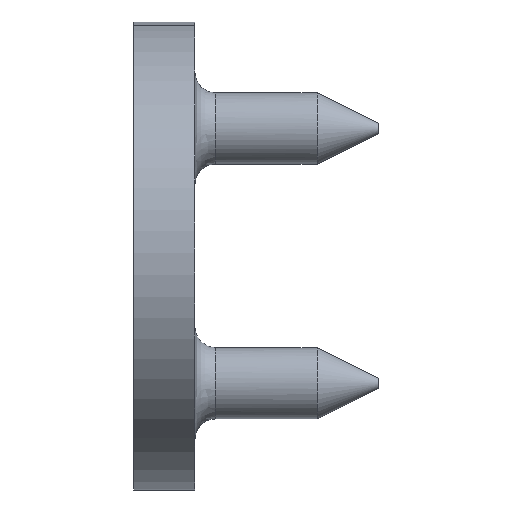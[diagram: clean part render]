
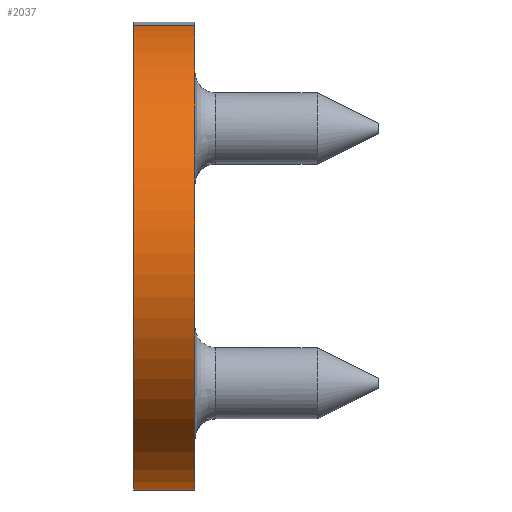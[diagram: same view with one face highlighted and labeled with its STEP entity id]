
A CAD part, left-side view. The second image highlights one B-rep face of the part: STEP entity #2037.
In plain terms, the highlighted free-form (B-spline) face has degree [5, 1] with [29, 2] control points.
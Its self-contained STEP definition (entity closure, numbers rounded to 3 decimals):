
#22 = VERTEX_POINT('',#23);
#23 = CARTESIAN_POINT('',(-6.721,8.065,30.346
    ));
#24 = VERTEX_POINT('',#25);
#25 = CARTESIAN_POINT('',(6.721,8.065,30.346)
  );
#35 = EDGE_CURVE('',#24,#22,#36,.T.);
#36 = B_SPLINE_CURVE_WITH_KNOTS('',5,(#37,#38,#39,#40,#41,#42,#43,#44,
    #45,#46,#47,#48,#49,#50,#51,#52,#53,#54,#55,#56,#57,#58,#59,#60,#61,
    #62,#63,#64,#65),.UNSPECIFIED.,.F.,.F.,(6,1,1,1,1,1,1,1,1,1,5,1,1,1,
    1,1,1,1,1,1,6),(0.53,0.55,0.6,0.65,0.7,0.75,0.8,0.85,0.9,
    0.95,1.,1.05,1.1,1.15,1.2,1.25,1.3,1.35,1.4,1.45,1.47),
  .UNSPECIFIED.);
#37 = CARTESIAN_POINT('',(6.721,8.065,30.346)
  );
#38 = CARTESIAN_POINT('',(7.578,8.065,30.2)
  );
#39 = CARTESIAN_POINT('',(10.602,8.065,29.596
    ));
#40 = CARTESIAN_POINT('',(15.669,8.065,28.059
    ));
#41 = CARTESIAN_POINT('',(22.342,8.065,24.715
    ));
#42 = CARTESIAN_POINT('',(29.461,8.065,18.536
    ));
#43 = CARTESIAN_POINT('',(34.707,8.065,9.729)
  );
#44 = CARTESIAN_POINT('',(36.529,8.065,
    0.));
#45 = CARTESIAN_POINT('',(34.707,8.065,-9.729
    ));
#46 = CARTESIAN_POINT('',(29.461,8.065,-18.536
    ));
#47 = CARTESIAN_POINT('',(21.357,8.065,-25.57)
  );
#48 = CARTESIAN_POINT('',(13.239,8.065,-29.212
    ));
#49 = CARTESIAN_POINT('',(6.672,8.065,-30.607)
  );
#50 = CARTESIAN_POINT('',(2.224,8.065,-30.917)
  );
#51 = CARTESIAN_POINT('',(0.,8.065,-30.917));
#52 = CARTESIAN_POINT('',(-2.224,8.065,-30.917
    ));
#53 = CARTESIAN_POINT('',(-6.672,8.065,-30.607)
  );
#54 = CARTESIAN_POINT('',(-13.239,8.065,-29.212
    ));
#55 = CARTESIAN_POINT('',(-21.357,8.065,-25.57
    ));
#56 = CARTESIAN_POINT('',(-29.461,8.065,-18.536
    ));
#57 = CARTESIAN_POINT('',(-34.707,8.065,-9.729)
  );
#58 = CARTESIAN_POINT('',(-36.529,8.065,
    0.));
#59 = CARTESIAN_POINT('',(-34.707,8.065,9.729)
  );
#60 = CARTESIAN_POINT('',(-29.461,8.065,18.536
    ));
#61 = CARTESIAN_POINT('',(-22.342,8.065,24.715)
  );
#62 = CARTESIAN_POINT('',(-15.669,8.065,28.059
    ));
#63 = CARTESIAN_POINT('',(-10.602,8.065,29.596
    ));
#64 = CARTESIAN_POINT('',(-7.578,8.065,30.2
    ));
#65 = CARTESIAN_POINT('',(-6.721,8.065,30.346
    ));
#1236 = VERTEX_POINT('',#1237);
#1237 = CARTESIAN_POINT('',(-6.721,0.,30.346));
#1238 = VERTEX_POINT('',#1239);
#1239 = CARTESIAN_POINT('',(6.721,0.,30.346));
#1249 = EDGE_CURVE('',#1238,#24,#1250,.T.);
#1250 = B_SPLINE_CURVE_WITH_KNOTS('',1,(#1251,#1252),.UNSPECIFIED.,.F.,
  .F.,(2,2),(0.,6.),.PIECEWISE_BEZIER_KNOTS.);
#1251 = CARTESIAN_POINT('',(6.721,0.,30.346));
#1252 = CARTESIAN_POINT('',(6.721,8.065,
    30.346));
#1255 = EDGE_CURVE('',#1236,#22,#1256,.T.);
#1256 = B_SPLINE_CURVE_WITH_KNOTS('',1,(#1257,#1258),.UNSPECIFIED.,.F.,
  .F.,(2,2),(0.,6.),.PIECEWISE_BEZIER_KNOTS.);
#1257 = CARTESIAN_POINT('',(-6.721,0.,30.346));
#1258 = CARTESIAN_POINT('',(-6.721,8.065,
    30.346));
#1351 = EDGE_CURVE('',#1238,#1236,#1352,.T.);
#1352 = B_SPLINE_CURVE_WITH_KNOTS('',5,(#1353,#1354,#1355,#1356,#1357,
    #1358,#1359,#1360,#1361,#1362,#1363,#1364,#1365,#1366,#1367,#1368,
    #1369,#1370,#1371,#1372,#1373,#1374,#1375,#1376,#1377,#1378,#1379,
    #1380,#1381),.UNSPECIFIED.,.F.,.F.,(6,1,1,1,1,1,1,1,1,1,5,1,1,1,1,1,
    1,1,1,1,6),(0.53,0.55,0.6,0.65,0.7,0.75,0.8,0.85,0.9,0.95,
    1.,1.05,1.1,1.15,1.2,1.25,1.3,1.35,1.4,1.45,1.47),
  .UNSPECIFIED.);
#1353 = CARTESIAN_POINT('',(6.721,0.,30.346));
#1354 = CARTESIAN_POINT('',(7.578,0.,30.2));
#1355 = CARTESIAN_POINT('',(10.602,0.,29.596));
#1356 = CARTESIAN_POINT('',(15.669,0.,28.059));
#1357 = CARTESIAN_POINT('',(22.342,0.,24.715));
#1358 = CARTESIAN_POINT('',(29.461,0.,18.536));
#1359 = CARTESIAN_POINT('',(34.707,0.,9.729));
#1360 = CARTESIAN_POINT('',(36.529,0.,0.));
#1361 = CARTESIAN_POINT('',(34.707,0.,-9.729));
#1362 = CARTESIAN_POINT('',(29.461,0.,-18.536));
#1363 = CARTESIAN_POINT('',(21.357,0.,-25.57));
#1364 = CARTESIAN_POINT('',(13.239,0.,-29.212));
#1365 = CARTESIAN_POINT('',(6.672,0.,-30.607));
#1366 = CARTESIAN_POINT('',(2.224,0.,-30.917));
#1367 = CARTESIAN_POINT('',(0.,0.,-30.917));
#1368 = CARTESIAN_POINT('',(-2.224,0.,-30.917));
#1369 = CARTESIAN_POINT('',(-6.672,0.,-30.607));
#1370 = CARTESIAN_POINT('',(-13.239,0.,-29.212));
#1371 = CARTESIAN_POINT('',(-21.357,0.,-25.57));
#1372 = CARTESIAN_POINT('',(-29.461,0.,-18.536));
#1373 = CARTESIAN_POINT('',(-34.707,0.,-9.729));
#1374 = CARTESIAN_POINT('',(-36.529,0.,0.));
#1375 = CARTESIAN_POINT('',(-34.707,0.,9.729));
#1376 = CARTESIAN_POINT('',(-29.461,0.,18.536));
#1377 = CARTESIAN_POINT('',(-22.342,0.,24.715));
#1378 = CARTESIAN_POINT('',(-15.669,0.,28.059));
#1379 = CARTESIAN_POINT('',(-10.602,0.,29.596));
#1380 = CARTESIAN_POINT('',(-7.578,0.,30.2));
#1381 = CARTESIAN_POINT('',(-6.721,0.,30.346));
#2037 = ADVANCED_FACE('',(#2038),#2044,.T.);
#2038 = FACE_BOUND('',#2039,.T.);
#2039 = EDGE_LOOP('',(#2040,#2041,#2042,#2043));
#2040 = ORIENTED_EDGE('',*,*,#1351,.T.);
#2041 = ORIENTED_EDGE('',*,*,#1255,.T.);
#2042 = ORIENTED_EDGE('',*,*,#35,.F.);
#2043 = ORIENTED_EDGE('',*,*,#1249,.F.);
#2044 = B_SPLINE_SURFACE_WITH_KNOTS('',5,1,(
    (#2045,#2046)
    ,(#2047,#2048)
    ,(#2049,#2050)
    ,(#2051,#2052)
    ,(#2053,#2054)
    ,(#2055,#2056)
    ,(#2057,#2058)
    ,(#2059,#2060)
    ,(#2061,#2062)
    ,(#2063,#2064)
    ,(#2065,#2066)
    ,(#2067,#2068)
    ,(#2069,#2070)
    ,(#2071,#2072)
    ,(#2073,#2074)
    ,(#2075,#2076)
    ,(#2077,#2078)
    ,(#2079,#2080)
    ,(#2081,#2082)
    ,(#2083,#2084)
    ,(#2085,#2086)
    ,(#2087,#2088)
    ,(#2089,#2090)
    ,(#2091,#2092)
    ,(#2093,#2094)
    ,(#2095,#2096)
    ,(#2097,#2098)
    ,(#2099,#2100)
    ,(#2101,#2102
    )),.UNSPECIFIED.,.F.,.F.,.F.,(6,1,1,1,1,1,1,1,1,1,5,1,1,1,1,1,1,1,1,
    1,6),(2,2),(0.53,0.55,0.6,0.65,0.7,0.75,0.8,0.85,0.9,0.95,
    1.,1.05,1.1,1.15,1.2,1.25,1.3,1.35,1.4,1.45,1.47),(0.,0.6)
  ,.UNSPECIFIED.);
#2045 = CARTESIAN_POINT('',(6.721,0.,30.346));
#2046 = CARTESIAN_POINT('',(6.721,8.065,
    30.346));
#2047 = CARTESIAN_POINT('',(7.578,0.,30.2));
#2048 = CARTESIAN_POINT('',(7.578,8.065,
    30.2));
#2049 = CARTESIAN_POINT('',(10.602,0.,29.596));
#2050 = CARTESIAN_POINT('',(10.602,8.065,
    29.596));
#2051 = CARTESIAN_POINT('',(15.669,0.,28.059));
#2052 = CARTESIAN_POINT('',(15.669,8.065,
    28.059));
#2053 = CARTESIAN_POINT('',(22.342,0.,24.715));
#2054 = CARTESIAN_POINT('',(22.342,8.065,
    24.715));
#2055 = CARTESIAN_POINT('',(29.461,0.,18.536));
#2056 = CARTESIAN_POINT('',(29.461,8.065,
    18.536));
#2057 = CARTESIAN_POINT('',(34.707,0.,9.729));
#2058 = CARTESIAN_POINT('',(34.707,8.065,
    9.729));
#2059 = CARTESIAN_POINT('',(36.529,0.,0.));
#2060 = CARTESIAN_POINT('',(36.529,8.065,
    0.));
#2061 = CARTESIAN_POINT('',(34.707,0.,-9.729));
#2062 = CARTESIAN_POINT('',(34.707,8.065,
    -9.729));
#2063 = CARTESIAN_POINT('',(29.461,0.,-18.536));
#2064 = CARTESIAN_POINT('',(29.461,8.065,
    -18.536));
#2065 = CARTESIAN_POINT('',(21.357,0.,-25.57));
#2066 = CARTESIAN_POINT('',(21.357,8.065,
    -25.57));
#2067 = CARTESIAN_POINT('',(13.239,0.,-29.212));
#2068 = CARTESIAN_POINT('',(13.239,8.065,
    -29.212));
#2069 = CARTESIAN_POINT('',(6.672,0.,-30.607));
#2070 = CARTESIAN_POINT('',(6.672,8.065,
    -30.607));
#2071 = CARTESIAN_POINT('',(2.224,0.,-30.917));
#2072 = CARTESIAN_POINT('',(2.224,8.065,
    -30.917));
#2073 = CARTESIAN_POINT('',(0.,0.,-30.917));
#2074 = CARTESIAN_POINT('',(0.,8.065,-30.917));
#2075 = CARTESIAN_POINT('',(-2.224,0.,-30.917));
#2076 = CARTESIAN_POINT('',(-2.224,8.065,
    -30.917));
#2077 = CARTESIAN_POINT('',(-6.672,0.,-30.607));
#2078 = CARTESIAN_POINT('',(-6.672,8.065,
    -30.607));
#2079 = CARTESIAN_POINT('',(-13.239,0.,-29.212));
#2080 = CARTESIAN_POINT('',(-13.239,8.065,
    -29.212));
#2081 = CARTESIAN_POINT('',(-21.357,0.,-25.57));
#2082 = CARTESIAN_POINT('',(-21.357,8.065,
    -25.57));
#2083 = CARTESIAN_POINT('',(-29.461,0.,-18.536));
#2084 = CARTESIAN_POINT('',(-29.461,8.065,
    -18.536));
#2085 = CARTESIAN_POINT('',(-34.707,0.,-9.729));
#2086 = CARTESIAN_POINT('',(-34.707,8.065,
    -9.729));
#2087 = CARTESIAN_POINT('',(-36.529,0.,0.));
#2088 = CARTESIAN_POINT('',(-36.529,8.065,
    0.));
#2089 = CARTESIAN_POINT('',(-34.707,0.,9.729));
#2090 = CARTESIAN_POINT('',(-34.707,8.065,
    9.729));
#2091 = CARTESIAN_POINT('',(-29.461,0.,18.536));
#2092 = CARTESIAN_POINT('',(-29.461,8.065,
    18.536));
#2093 = CARTESIAN_POINT('',(-22.342,0.,24.715));
#2094 = CARTESIAN_POINT('',(-22.342,8.065,24.715
    ));
#2095 = CARTESIAN_POINT('',(-15.669,0.,28.059));
#2096 = CARTESIAN_POINT('',(-15.669,8.065,
    28.059));
#2097 = CARTESIAN_POINT('',(-10.602,0.,29.596));
#2098 = CARTESIAN_POINT('',(-10.602,8.065,
    29.596));
#2099 = CARTESIAN_POINT('',(-7.578,0.,30.2));
#2100 = CARTESIAN_POINT('',(-7.578,8.065,
    30.2));
#2101 = CARTESIAN_POINT('',(-6.721,0.,30.346));
#2102 = CARTESIAN_POINT('',(-6.721,8.065,
    30.346));
